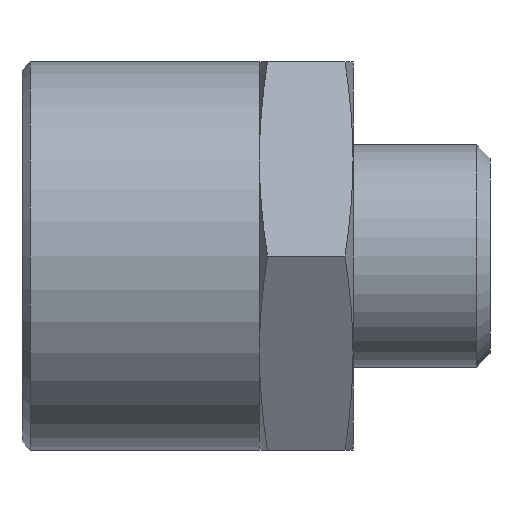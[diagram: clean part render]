
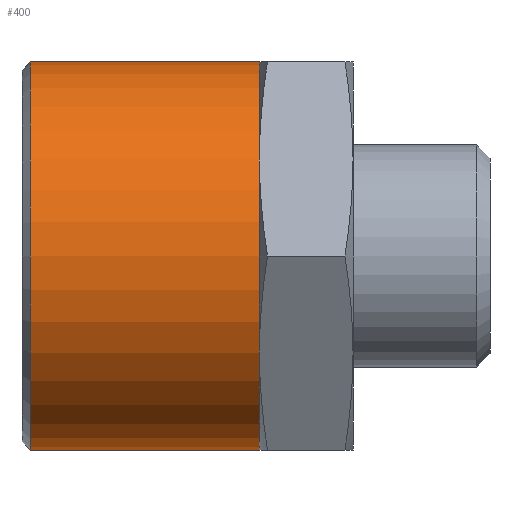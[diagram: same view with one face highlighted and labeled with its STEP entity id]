
A CAD part, left-side view. The second image highlights one B-rep face of the part: STEP entity #400.
In plain terms, the highlighted cylindrical face has radius 8.5 mm (diameter 17 mm), a full revolution.
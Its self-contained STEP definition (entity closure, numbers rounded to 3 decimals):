
#33=CYLINDRICAL_SURFACE('',#460,8.5);
#57=CIRCLE('',#449,8.5);
#58=CIRCLE('',#451,8.5);
#59=CIRCLE('',#453,8.5);
#60=CIRCLE('',#455,8.5);
#61=CIRCLE('',#457,8.5);
#62=CIRCLE('',#459,8.5);
#63=CIRCLE('',#461,8.5);
#153=ORIENTED_EDGE('',*,*,#216,.F.);
#154=ORIENTED_EDGE('',*,*,#215,.F.);
#155=ORIENTED_EDGE('',*,*,#214,.F.);
#156=ORIENTED_EDGE('',*,*,#218,.F.);
#157=ORIENTED_EDGE('',*,*,#219,.F.);
#158=ORIENTED_EDGE('',*,*,#217,.F.);
#159=ORIENTED_EDGE('',*,*,#213,.T.);
#213=EDGE_CURVE('',#253,#253,#57,.T.);
#214=EDGE_CURVE('',#241,#243,#58,.T.);
#215=EDGE_CURVE('',#243,#245,#59,.T.);
#216=EDGE_CURVE('',#245,#247,#60,.T.);
#217=EDGE_CURVE('',#247,#249,#61,.T.);
#218=EDGE_CURVE('',#250,#241,#62,.T.);
#219=EDGE_CURVE('',#249,#250,#63,.T.);
#241=VERTEX_POINT('',#674);
#243=VERTEX_POINT('',#686);
#245=VERTEX_POINT('',#698);
#247=VERTEX_POINT('',#710);
#249=VERTEX_POINT('',#722);
#250=VERTEX_POINT('',#732);
#253=VERTEX_POINT('',#744);
#310=EDGE_LOOP('',(#153,#154,#155,#156,#157,#158));
#311=EDGE_LOOP('',(#159));
#350=FACE_BOUND('',#310,.T.);
#351=FACE_BOUND('',#311,.T.);
#400=ADVANCED_FACE('',(#350,#351),#33,.T.);
#449=AXIS2_PLACEMENT_3D('',#743,#538,#539);
#451=AXIS2_PLACEMENT_3D('',#746,#542,#543);
#453=AXIS2_PLACEMENT_3D('',#748,#546,#547);
#455=AXIS2_PLACEMENT_3D('',#750,#550,#551);
#457=AXIS2_PLACEMENT_3D('',#752,#554,#555);
#459=AXIS2_PLACEMENT_3D('',#754,#558,#559);
#460=AXIS2_PLACEMENT_3D('',#755,#560,#561);
#461=AXIS2_PLACEMENT_3D('',#756,#562,#563);
#538=DIRECTION('',(0.,-1.,0.));
#539=DIRECTION('',(0.,0.,-1.));
#542=DIRECTION('',(0.,-1.,0.));
#543=DIRECTION('',(0.,0.,-1.));
#546=DIRECTION('',(0.,-1.,0.));
#547=DIRECTION('',(0.,0.,-1.));
#550=DIRECTION('',(0.,-1.,0.));
#551=DIRECTION('',(0.,0.,-1.));
#554=DIRECTION('',(0.,-1.,0.));
#555=DIRECTION('',(0.,0.,-1.));
#558=DIRECTION('',(0.,-1.,0.));
#559=DIRECTION('',(0.,0.,-1.));
#560=DIRECTION('',(0.,-1.,0.));
#561=DIRECTION('',(0.,0.,-1.));
#562=DIRECTION('',(0.,-1.,0.));
#563=DIRECTION('',(0.,0.,-1.));
#674=CARTESIAN_POINT('',(-7.361,10.1,-4.25));
#686=CARTESIAN_POINT('',(0.,10.1,-8.5));
#698=CARTESIAN_POINT('',(7.361,10.1,-4.25));
#710=CARTESIAN_POINT('',(7.361,10.1,4.25));
#722=CARTESIAN_POINT('',(0.,10.1,8.5));
#732=CARTESIAN_POINT('',(-7.361,10.1,4.25));
#743=CARTESIAN_POINT('',(0.,20.146,0.));
#744=CARTESIAN_POINT('',(0.,20.146,-8.5));
#746=CARTESIAN_POINT('',(0.,10.1,0.));
#748=CARTESIAN_POINT('',(0.,10.1,0.));
#750=CARTESIAN_POINT('',(0.,10.1,0.));
#752=CARTESIAN_POINT('',(0.,10.1,0.));
#754=CARTESIAN_POINT('',(0.,10.1,0.));
#755=CARTESIAN_POINT('',(0.,0.,0.));
#756=CARTESIAN_POINT('',(0.,10.1,0.));
